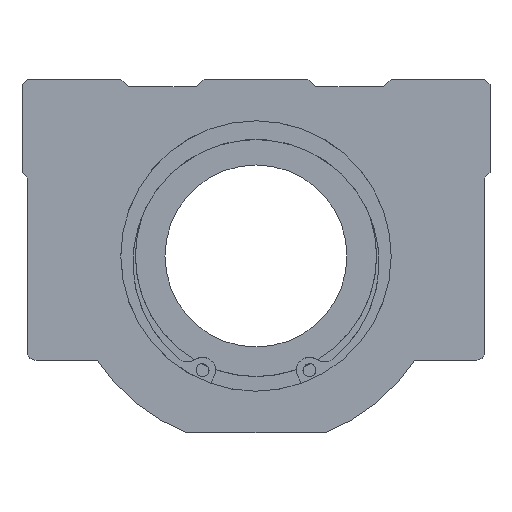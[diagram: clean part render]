
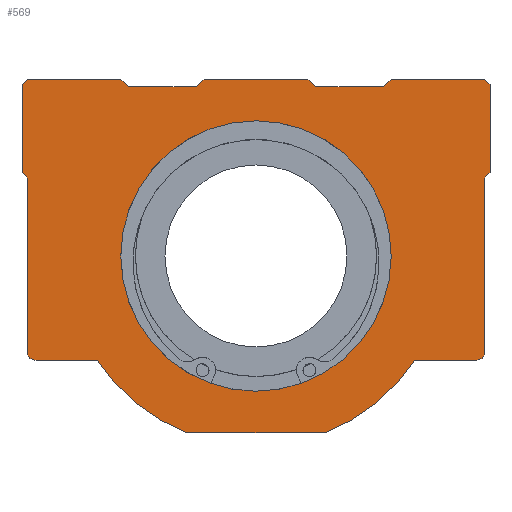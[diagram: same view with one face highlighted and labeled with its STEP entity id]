
A CAD part, left-side view. The second image highlights one B-rep face of the part: STEP entity #569.
In plain terms, the highlighted planar face has unit normal (-1, 0, 0).
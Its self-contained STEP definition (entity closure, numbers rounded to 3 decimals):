
#487=CIRCLE('',#4700,26.);
#489=CIRCLE('',#4708,1.5);
#496=CIRCLE('',#4718,1.5);
#497=CIRCLE('',#4720,36.5);
#498=CIRCLE('',#4721,36.5);
#569=ADVANCED_FACE('',(#966,#967),#805,.F.);
#805=PLANE('',#4722);
#966=FACE_BOUND('',#1106,.T.);
#967=FACE_BOUND('',#1107,.T.);
#1106=EDGE_LOOP('',(#2384,#2385,#2386,#2387,#2388,#2389,#2390,#2391,#2392,
#2393,#2394,#2395,#2396,#2397,#2398,#2399,#2400,#2401,#2402,#2403,#2404,
#2405,#2406,#2407));
#1107=EDGE_LOOP('',(#2408));
#1367=LINE('',#6117,#1673);
#1406=LINE('',#6553,#1712);
#1447=LINE('',#6995,#1753);
#1453=LINE('',#7009,#1759);
#1456=LINE('',#7014,#1762);
#1459=LINE('',#7020,#1765);
#1460=LINE('',#7022,#1766);
#1466=LINE('',#7038,#1772);
#1480=LINE('',#7080,#1786);
#1481=LINE('',#7084,#1787);
#1482=LINE('',#7085,#1788);
#1483=LINE('',#7087,#1789);
#1484=LINE('',#7089,#1790);
#1485=LINE('',#7091,#1791);
#1486=LINE('',#7093,#1792);
#1487=LINE('',#7094,#1793);
#1488=LINE('',#7096,#1794);
#1489=LINE('',#7098,#1795);
#1490=LINE('',#7100,#1796);
#1491=LINE('',#7102,#1797);
#1673=VECTOR('',#4905,1.);
#1712=VECTOR('',#4946,1.);
#1753=VECTOR('',#5197,1.);
#1759=VECTOR('',#5205,1.);
#1762=VECTOR('',#5210,1.);
#1765=VECTOR('',#5215,1.);
#1766=VECTOR('',#5218,1.);
#1772=VECTOR('',#5232,1.);
#1786=VECTOR('',#5268,1.);
#1787=VECTOR('',#5271,1.);
#1788=VECTOR('',#5272,1.);
#1789=VECTOR('',#5273,1.);
#1790=VECTOR('',#5274,1.);
#1791=VECTOR('',#5275,1.);
#1792=VECTOR('',#5276,1.);
#1793=VECTOR('',#5277,1.);
#1794=VECTOR('',#5278,1.);
#1795=VECTOR('',#5279,1.);
#1796=VECTOR('',#5280,1.);
#1797=VECTOR('',#5281,1.);
#2384=ORIENTED_EDGE('',*,*,#3939,.F.);
#2385=ORIENTED_EDGE('',*,*,#3942,.F.);
#2386=ORIENTED_EDGE('',*,*,#3963,.F.);
#2387=ORIENTED_EDGE('',*,*,#3964,.F.);
#2388=ORIENTED_EDGE('',*,*,#3965,.F.);
#2389=ORIENTED_EDGE('',*,*,#3966,.F.);
#2390=ORIENTED_EDGE('',*,*,#3961,.F.);
#2391=ORIENTED_EDGE('',*,*,#3795,.F.);
#2392=ORIENTED_EDGE('',*,*,#3967,.F.);
#2393=ORIENTED_EDGE('',*,*,#3968,.F.);
#2394=ORIENTED_EDGE('',*,*,#3969,.F.);
#2395=ORIENTED_EDGE('',*,*,#3970,.F.);
#2396=ORIENTED_EDGE('',*,*,#3971,.F.);
#2397=ORIENTED_EDGE('',*,*,#3934,.F.);
#2398=ORIENTED_EDGE('',*,*,#3927,.F.);
#2399=ORIENTED_EDGE('',*,*,#3930,.F.);
#2400=ORIENTED_EDGE('',*,*,#3921,.F.);
#2401=ORIENTED_EDGE('',*,*,#3933,.F.);
#2402=ORIENTED_EDGE('',*,*,#3972,.F.);
#2403=ORIENTED_EDGE('',*,*,#3973,.F.);
#2404=ORIENTED_EDGE('',*,*,#3974,.F.);
#2405=ORIENTED_EDGE('',*,*,#3975,.F.);
#2406=ORIENTED_EDGE('',*,*,#3976,.F.);
#2407=ORIENTED_EDGE('',*,*,#3729,.F.);
#2408=ORIENTED_EDGE('',*,*,#3920,.T.);
#3310=VERTEX_POINT('',#6115);
#3312=VERTEX_POINT('',#6118);
#3375=VERTEX_POINT('',#6548);
#3377=VERTEX_POINT('',#6552);
#3467=VERTEX_POINT('',#6993);
#3468=VERTEX_POINT('',#6996);
#3469=VERTEX_POINT('',#6997);
#3474=VERTEX_POINT('',#7008);
#3475=VERTEX_POINT('',#7010);
#3477=VERTEX_POINT('',#7019);
#3478=VERTEX_POINT('',#7023);
#3481=VERTEX_POINT('',#7031);
#3483=VERTEX_POINT('',#7037);
#3499=VERTEX_POINT('',#7075);
#3500=VERTEX_POINT('',#7079);
#3501=VERTEX_POINT('',#7081);
#3502=VERTEX_POINT('',#7083);
#3503=VERTEX_POINT('',#7086);
#3504=VERTEX_POINT('',#7088);
#3505=VERTEX_POINT('',#7090);
#3506=VERTEX_POINT('',#7092);
#3507=VERTEX_POINT('',#7095);
#3508=VERTEX_POINT('',#7097);
#3509=VERTEX_POINT('',#7099);
#3510=VERTEX_POINT('',#7101);
#3729=EDGE_CURVE('',#3310,#3312,#1367,.T.);
#3795=EDGE_CURVE('',#3377,#3375,#1406,.T.);
#3920=EDGE_CURVE('',#3467,#3467,#487,.T.);
#3921=EDGE_CURVE('',#3468,#3469,#1447,.T.);
#3927=EDGE_CURVE('',#3474,#3475,#1453,.T.);
#3930=EDGE_CURVE('',#3469,#3474,#1456,.T.);
#3933=EDGE_CURVE('',#3477,#3468,#1459,.T.);
#3934=EDGE_CURVE('',#3475,#3478,#1460,.T.);
#3939=EDGE_CURVE('',#3481,#3310,#489,.T.);
#3942=EDGE_CURVE('',#3483,#3481,#1466,.T.);
#3961=EDGE_CURVE('',#3375,#3499,#496,.T.);
#3963=EDGE_CURVE('',#3500,#3483,#497,.T.);
#3964=EDGE_CURVE('',#3501,#3500,#1480,.T.);
#3965=EDGE_CURVE('',#3502,#3501,#498,.T.);
#3966=EDGE_CURVE('',#3499,#3502,#1481,.T.);
#3967=EDGE_CURVE('',#3503,#3377,#1482,.T.);
#3968=EDGE_CURVE('',#3504,#3503,#1483,.T.);
#3969=EDGE_CURVE('',#3505,#3504,#1484,.T.);
#3970=EDGE_CURVE('',#3506,#3505,#1485,.T.);
#3971=EDGE_CURVE('',#3478,#3506,#1486,.T.);
#3972=EDGE_CURVE('',#3507,#3477,#1487,.T.);
#3973=EDGE_CURVE('',#3508,#3507,#1488,.T.);
#3974=EDGE_CURVE('',#3509,#3508,#1489,.T.);
#3975=EDGE_CURVE('',#3510,#3509,#1490,.T.);
#3976=EDGE_CURVE('',#3312,#3510,#1491,.T.);
#4700=AXIS2_PLACEMENT_3D('',#6992,#5193,#5194);
#4708=AXIS2_PLACEMENT_3D('',#7032,#5226,#5227);
#4718=AXIS2_PLACEMENT_3D('',#7074,#5261,#5262);
#4720=AXIS2_PLACEMENT_3D('',#7078,#5266,#5267);
#4721=AXIS2_PLACEMENT_3D('',#7082,#5269,#5270);
#4722=AXIS2_PLACEMENT_3D('',#7103,#5282,#5283);
#4905=DIRECTION('',(0.,0.,1.));
#4946=DIRECTION('',(0.,0.,-1.));
#5193=DIRECTION('',(1.,0.,0.));
#5194=DIRECTION('',(0.,-1.,0.));
#5197=DIRECTION('',(0.,-0.707,0.707));
#5205=DIRECTION('',(0.,-0.707,-0.707));
#5210=DIRECTION('',(0.,-1.,0.));
#5215=DIRECTION('',(0.,-1.,0.));
#5218=DIRECTION('',(0.,-1.,0.));
#5226=DIRECTION('',(1.,0.,0.));
#5227=DIRECTION('',(0.,0.707,-0.707));
#5232=DIRECTION('',(0.,1.,0.));
#5261=DIRECTION('',(1.,0.,0.));
#5262=DIRECTION('',(0.,-0.707,-0.707));
#5266=DIRECTION('',(1.,0.,0.));
#5267=DIRECTION('',(0.,0.,-1.));
#5268=DIRECTION('',(0.,1.,0.));
#5269=DIRECTION('',(1.,0.,0.));
#5270=DIRECTION('',(0.,0.,-1.));
#5271=DIRECTION('',(0.,1.,0.));
#5272=DIRECTION('',(0.,0.707,-0.707));
#5273=DIRECTION('',(0.,0.,-1.));
#5274=DIRECTION('',(0.,-0.707,-0.707));
#5275=DIRECTION('',(0.,-1.,0.));
#5276=DIRECTION('',(0.,-0.707,0.707));
#5277=DIRECTION('',(0.,-0.707,-0.707));
#5278=DIRECTION('',(0.,-1.,0.));
#5279=DIRECTION('',(0.,-0.707,0.707));
#5280=DIRECTION('',(0.,0.,1.));
#5281=DIRECTION('',(0.,0.707,0.707));
#5282=DIRECTION('',(1.,0.,0.));
#5283=DIRECTION('',(0.,0.,-1.));
#6115=CARTESIAN_POINT('',(0.,44.,-18.5));
#6117=CARTESIAN_POINT('',(0.,44.,-18.5));
#6118=CARTESIAN_POINT('',(0.,44.,15.));
#6548=CARTESIAN_POINT('',(0.,-44.,-18.5));
#6552=CARTESIAN_POINT('',(0.,-44.,15.));
#6553=CARTESIAN_POINT('',(0.,-44.,12.));
#6992=CARTESIAN_POINT('',(0.,0.,0.));
#6993=CARTESIAN_POINT('',(0.,26.,0.));
#6995=CARTESIAN_POINT('',(0.,11.5,32.5));
#6996=CARTESIAN_POINT('',(0.,11.5,32.5));
#6997=CARTESIAN_POINT('',(0.,10.,34.));
#7008=CARTESIAN_POINT('',(0.,-10.,34.));
#7009=CARTESIAN_POINT('',(0.,-10.,34.));
#7010=CARTESIAN_POINT('',(0.,-11.5,32.5));
#7014=CARTESIAN_POINT('',(0.,10.,34.));
#7019=CARTESIAN_POINT('',(0.,24.5,32.5));
#7020=CARTESIAN_POINT('',(0.,24.5,32.5));
#7022=CARTESIAN_POINT('',(0.,-11.5,32.5));
#7023=CARTESIAN_POINT('',(0.,-24.5,32.5));
#7031=CARTESIAN_POINT('',(0.,42.5,-20.));
#7032=CARTESIAN_POINT('',(0.,42.5,-18.5));
#7037=CARTESIAN_POINT('',(0.,30.533,-20.));
#7038=CARTESIAN_POINT('',(0.,26.875,-20.));
#7074=CARTESIAN_POINT('',(0.,-42.5,-18.5));
#7075=CARTESIAN_POINT('',(0.,-42.5,-20.));
#7078=CARTESIAN_POINT('',(0.,0.,0.));
#7079=CARTESIAN_POINT('',(0.,13.276,-34.));
#7080=CARTESIAN_POINT('',(0.,0.,-34.));
#7081=CARTESIAN_POINT('',(0.,-13.276,-34.));
#7082=CARTESIAN_POINT('',(0.,0.,0.));
#7083=CARTESIAN_POINT('',(0.,-30.533,-20.));
#7084=CARTESIAN_POINT('',(0.,-42.5,-20.));
#7085=CARTESIAN_POINT('',(0.,-45.,16.));
#7086=CARTESIAN_POINT('',(0.,-45.,16.));
#7087=CARTESIAN_POINT('',(0.,-45.,33.));
#7088=CARTESIAN_POINT('',(0.,-45.,33.));
#7089=CARTESIAN_POINT('',(0.,-44.,34.));
#7090=CARTESIAN_POINT('',(0.,-44.,34.));
#7091=CARTESIAN_POINT('',(0.,-26.,34.));
#7092=CARTESIAN_POINT('',(0.,-26.,34.));
#7093=CARTESIAN_POINT('',(0.,-24.5,32.5));
#7094=CARTESIAN_POINT('',(0.,26.,34.));
#7095=CARTESIAN_POINT('',(0.,26.,34.));
#7096=CARTESIAN_POINT('',(0.,44.,34.));
#7097=CARTESIAN_POINT('',(0.,44.,34.));
#7098=CARTESIAN_POINT('',(0.,45.,33.));
#7099=CARTESIAN_POINT('',(0.,45.,33.));
#7100=CARTESIAN_POINT('',(0.,45.,13.));
#7101=CARTESIAN_POINT('',(0.,45.,16.));
#7102=CARTESIAN_POINT('',(0.,44.,15.));
#7103=CARTESIAN_POINT('',(0.,0.,4.053));
